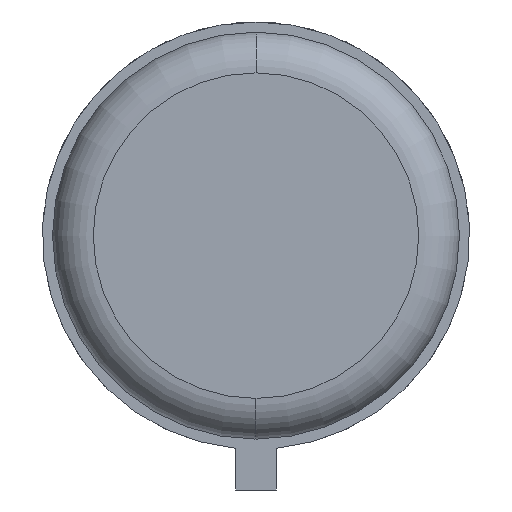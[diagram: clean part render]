
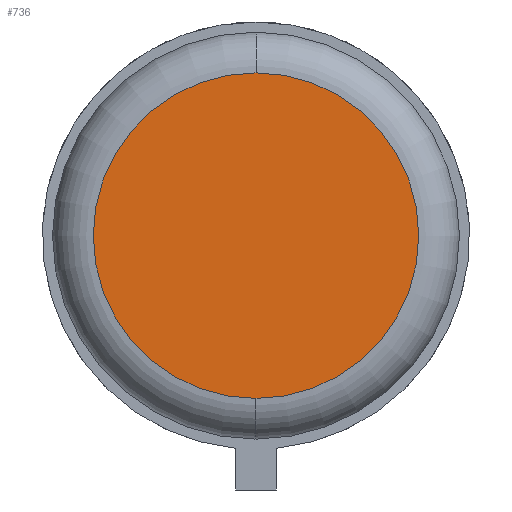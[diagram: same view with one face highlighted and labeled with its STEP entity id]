
A CAD part, left-side view. The second image highlights one B-rep face of the part: STEP entity #736.
In plain terms, the highlighted planar face has unit normal (-1, 0, 0).
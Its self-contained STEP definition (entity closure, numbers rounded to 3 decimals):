
#19 = FACE_OUTER_BOUND ( 'NONE', #725, .T. ) ;
#33 = DIRECTION ( 'NONE',  ( 0., 0., 1. ) ) ;
#90 = CARTESIAN_POINT ( 'NONE',  ( -3.06, -0.004, 2.085 ) ) ;
#119 = EDGE_CURVE ( 'NONE', #213, #995, #197, .T. ) ;
#135 = CARTESIAN_POINT ( 'NONE',  ( -3.06, -0.004, 0.485 ) ) ;
#155 = CARTESIAN_POINT ( 'NONE',  ( -3.06, -0.004, 3.685 ) ) ;
#179 = DIRECTION ( 'NONE',  ( 0., 0., 1. ) ) ;
#197 = CIRCLE ( 'NONE', #1046, 1.6 ) ;
#207 = CARTESIAN_POINT ( 'NONE',  ( -3.06, -0.004, 2.085 ) ) ;
#213 = VERTEX_POINT ( 'NONE', #135 ) ;
#381 = DIRECTION ( 'NONE',  ( -1., 0., 0. ) ) ;
#629 = DIRECTION ( 'NONE',  ( -1., 0., 0. ) ) ;
#711 = CARTESIAN_POINT ( 'NONE',  ( -3.06, -0.004, 2.085 ) ) ;
#716 = ORIENTED_EDGE ( 'NONE', *, *, #784, .T. ) ;
#725 = EDGE_LOOP ( 'NONE', ( #716, #953 ) ) ;
#736 = ADVANCED_FACE ( 'NONE', ( #19 ), #958, .T. ) ;
#784 = EDGE_CURVE ( 'NONE', #995, #213, #800, .T. ) ;
#800 = CIRCLE ( 'NONE', #863, 1.6 ) ;
#863 = AXIS2_PLACEMENT_3D ( 'NONE', #711, #381, #1048 ) ;
#948 = DIRECTION ( 'NONE',  ( -1., 0., 0. ) ) ;
#953 = ORIENTED_EDGE ( 'NONE', *, *, #119, .T. ) ;
#958 = PLANE ( 'NONE',  #1017 ) ;
#995 = VERTEX_POINT ( 'NONE', #155 ) ;
#1017 = AXIS2_PLACEMENT_3D ( 'NONE', #207, #629, #33 ) ;
#1046 = AXIS2_PLACEMENT_3D ( 'NONE', #90, #948, #179 ) ;
#1048 = DIRECTION ( 'NONE',  ( 0., 0., 1. ) ) ;
